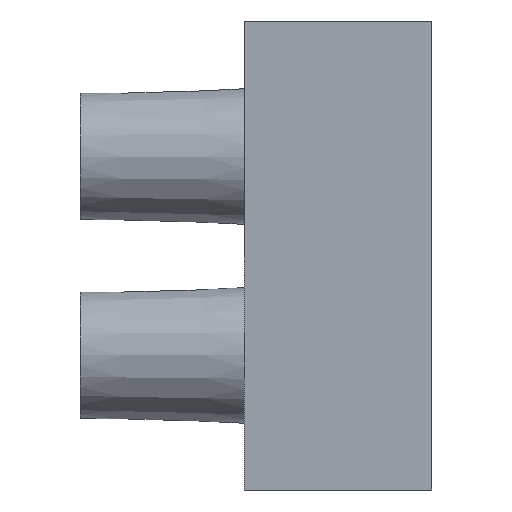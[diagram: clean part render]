
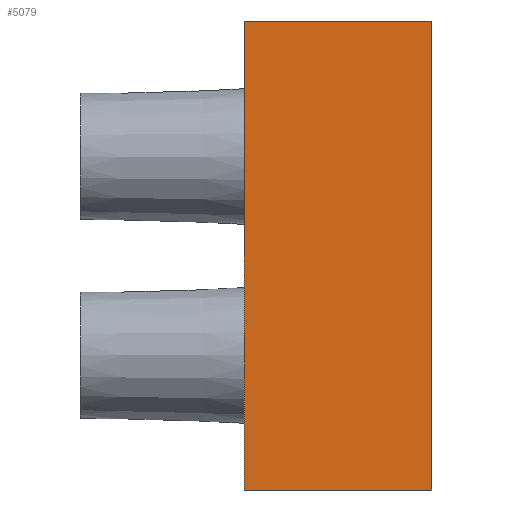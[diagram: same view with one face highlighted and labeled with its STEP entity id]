
A CAD part, left-side view. The second image highlights one B-rep face of the part: STEP entity #5079.
In plain terms, the highlighted planar face has unit normal (-1, 0, 0).
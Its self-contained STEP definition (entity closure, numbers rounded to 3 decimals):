
#501=LINE('',#8182,#903);
#541=LINE('',#8311,#943);
#555=LINE('',#8355,#957);
#556=LINE('',#8356,#958);
#903=VECTOR('',#6702,20.);
#943=VECTOR('',#6846,8.);
#957=VECTOR('',#6892,8.);
#958=VECTOR('',#6893,20.);
#1128=PLANE('',#5553);
#1685=FACE_OUTER_BOUND('',#2156,.T.);
#2156=EDGE_LOOP('',(#4533,#4534,#4535,#4536));
#2812=VERTEX_POINT('',#8179);
#2813=VERTEX_POINT('',#8181);
#2850=VERTEX_POINT('',#8309);
#2864=VERTEX_POINT('',#8354);
#3385=EDGE_CURVE('',#2812,#2813,#501,.T.);
#3450=EDGE_CURVE('',#2812,#2850,#541,.T.);
#3469=EDGE_CURVE('',#2864,#2813,#555,.T.);
#3470=EDGE_CURVE('',#2850,#2864,#556,.T.);
#4533=ORIENTED_EDGE('',*,*,#3469,.T.);
#4534=ORIENTED_EDGE('',*,*,#3385,.F.);
#4535=ORIENTED_EDGE('',*,*,#3450,.T.);
#4536=ORIENTED_EDGE('',*,*,#3470,.T.);
#5079=ADVANCED_FACE('',(#1685),#1128,.T.);
#5553=AXIS2_PLACEMENT_3D('',#8353,#6890,#6891);
#6702=DIRECTION('',(0.,0.,1.));
#6846=DIRECTION('',(0.,-1.,0.));
#6890=DIRECTION('center_axis',(-1.,0.,0.));
#6891=DIRECTION('ref_axis',(0.,0.,1.));
#6892=DIRECTION('',(0.,1.,0.));
#6893=DIRECTION('',(0.,0.,1.));
#8179=CARTESIAN_POINT('',(0.,8.,0.));
#8181=CARTESIAN_POINT('',(0.,8.,20.));
#8182=CARTESIAN_POINT('',(0.,8.,0.));
#8309=CARTESIAN_POINT('',(0.,0.,0.));
#8311=CARTESIAN_POINT('',(0.,8.,0.));
#8353=CARTESIAN_POINT('Origin',(0.,0.,0.));
#8354=CARTESIAN_POINT('',(0.,0.,20.));
#8355=CARTESIAN_POINT('',(0.,0.,20.));
#8356=CARTESIAN_POINT('',(0.,0.,0.));
